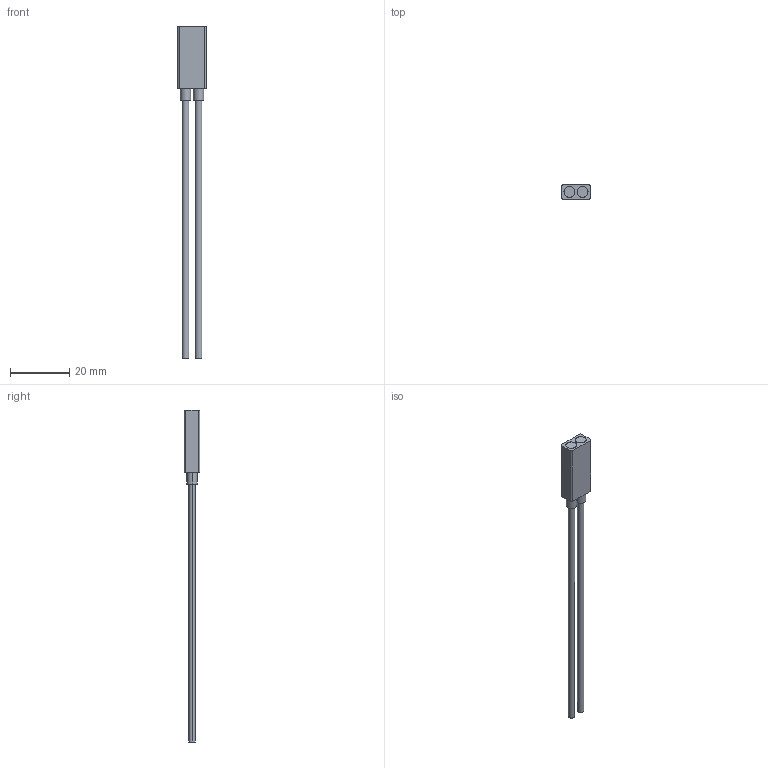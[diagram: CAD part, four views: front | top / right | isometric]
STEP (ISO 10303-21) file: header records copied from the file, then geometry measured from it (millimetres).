
FILE_DESCRIPTION((''),'2;1');
FILE_NAME('199249_ASM','2017-02-15T',('PDMAdmin'),('BANNER ENGINEERING'),'CREO PARAMETRIC BY PTC INC, 2016260','CREO PARAMETRIC BY PTC INC, 2016260','');
FILE_SCHEMA(('CONFIG_CONTROL_DESIGN'));
Length unit declared in the file: millimetre
Products named in the file (3): 801973; 801973_ASM; 199249_ASM
Assembly tree (2 placements, depth 3):
  199249_ASM
    801973_ASM
      801973
Bounding box: 9.5 x 5.2 x 112 mm (x, y, z)
Volume: 1771 mm3; surface area: 2050.5 mm2
Topology: 1 solids, 3 shells, 32 faces, 68 edges, 44 vertices
Faces by surface type: cylinder 20, plane 12
Entity records: 1010 total; most frequent: CARTESIAN_POINT 198, DIRECTION 172, ORIENTED_EDGE 136, AXIS2_PLACEMENT_3D 70, EDGE_CURVE 68, VERTEX_POINT 44, EDGE_LOOP 38, VECTOR 32
